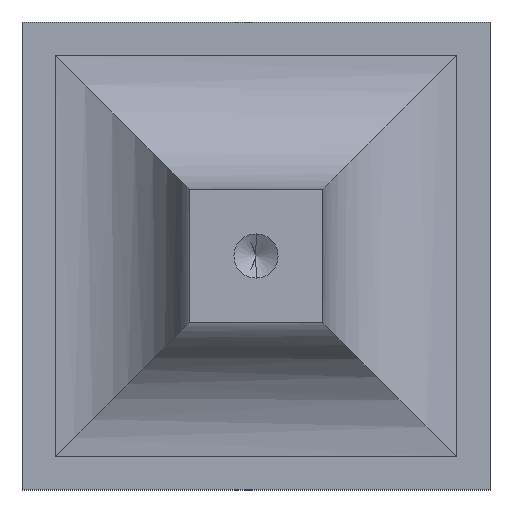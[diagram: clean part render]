
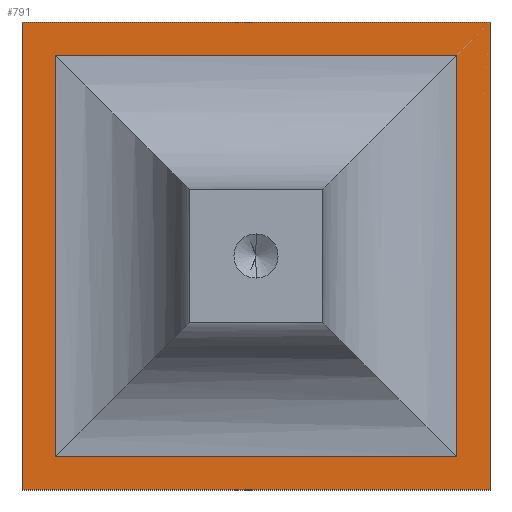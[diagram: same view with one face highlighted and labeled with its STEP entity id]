
A CAD part, front view. The second image highlights one B-rep face of the part: STEP entity #791.
In plain terms, the highlighted planar face has unit normal (0, -1, 0).
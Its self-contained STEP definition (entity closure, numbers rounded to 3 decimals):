
#24 = LINE ( 'NONE', #334, #857 ) ;
#39 = CARTESIAN_POINT ( 'NONE',  ( -17.5, 17.5, 17.5 ) ) ;
#85 = EDGE_CURVE ( 'NONE', #501, #950, #767, .T. ) ;
#107 = LINE ( 'NONE', #769, #139 ) ;
#139 = VECTOR ( 'NONE', #886, 1000. ) ;
#161 = VERTEX_POINT ( 'NONE', #549 ) ;
#166 = VECTOR ( 'NONE', #409, 1000. ) ;
#198 = DIRECTION ( 'NONE',  ( -1., 0., 0. ) ) ;
#201 = CARTESIAN_POINT ( 'NONE',  ( -17.5, 17.5, 17.5 ) ) ;
#228 = CARTESIAN_POINT ( 'NONE',  ( 15., 17.5, 15. ) ) ;
#256 = VERTEX_POINT ( 'NONE', #808 ) ;
#265 = FACE_OUTER_BOUND ( 'NONE', #816, .T. ) ;
#322 = CARTESIAN_POINT ( 'NONE',  ( 15., 17.5, -15. ) ) ;
#334 = CARTESIAN_POINT ( 'NONE',  ( -15., 17.5, -17.5 ) ) ;
#373 = VECTOR ( 'NONE', #1148, 1000. ) ;
#389 = DIRECTION ( 'NONE',  ( 0., 0., -1. ) ) ;
#392 = LINE ( 'NONE', #1076, #1022 ) ;
#409 = DIRECTION ( 'NONE',  ( 0., 0., 1. ) ) ;
#422 = VECTOR ( 'NONE', #595, 1000. ) ;
#437 = EDGE_CURVE ( 'NONE', #1217, #910, #1090, .T. ) ;
#443 = VERTEX_POINT ( 'NONE', #601 ) ;
#457 = ORIENTED_EDGE ( 'NONE', *, *, #599, .F. ) ;
#460 = DIRECTION ( 'NONE',  ( 0., 1., 0. ) ) ;
#486 = EDGE_CURVE ( 'NONE', #522, #443, #896, .T. ) ;
#495 = DIRECTION ( 'NONE',  ( -1., 0., 0. ) ) ;
#501 = VERTEX_POINT ( 'NONE', #228 ) ;
#522 = VERTEX_POINT ( 'NONE', #39 ) ;
#549 = CARTESIAN_POINT ( 'NONE',  ( 17.5, 17.5, -17.5 ) ) ;
#594 = CARTESIAN_POINT ( 'NONE',  ( 17.5, 17.5, 17.5 ) ) ;
#595 = DIRECTION ( 'NONE',  ( 0., 0., -1. ) ) ;
#596 = CARTESIAN_POINT ( 'NONE',  ( -15., 17.5, 15. ) ) ;
#599 = EDGE_CURVE ( 'NONE', #1217, #501, #927, .T. ) ;
#601 = CARTESIAN_POINT ( 'NONE',  ( -17.5, 17.5, -17.5 ) ) ;
#606 = DIRECTION ( 'NONE',  ( 0., 0., 1. ) ) ;
#639 = VECTOR ( 'NONE', #495, 1000. ) ;
#707 = CARTESIAN_POINT ( 'NONE',  ( 15., 17.5, -17.5 ) ) ;
#715 = AXIS2_PLACEMENT_3D ( 'NONE', #1146, #460, #765 ) ;
#729 = ORIENTED_EDGE ( 'NONE', *, *, #85, .F. ) ;
#733 = ORIENTED_EDGE ( 'NONE', *, *, #1203, .T. ) ;
#751 = PLANE ( 'NONE',  #715 ) ;
#755 = ORIENTED_EDGE ( 'NONE', *, *, #437, .T. ) ;
#763 = ORIENTED_EDGE ( 'NONE', *, *, #1096, .F. ) ;
#765 = DIRECTION ( 'NONE',  ( 0., 0., 1. ) ) ;
#767 = LINE ( 'NONE', #949, #373 ) ;
#769 = CARTESIAN_POINT ( 'NONE',  ( 17.5, 17.5, -17.5 ) ) ;
#791 = ADVANCED_FACE ( 'NONE', ( #1255, #265 ), #751, .F. ) ;
#808 = CARTESIAN_POINT ( 'NONE',  ( 17.5, 17.5, 17.5 ) ) ;
#816 = EDGE_LOOP ( 'NONE', ( #1232, #1205, #763, #1045 ) ) ;
#857 = VECTOR ( 'NONE', #606, 1000. ) ;
#886 = DIRECTION ( 'NONE',  ( -1., 0., 0. ) ) ;
#896 = LINE ( 'NONE', #201, #422 ) ;
#910 = VERTEX_POINT ( 'NONE', #1173 ) ;
#927 = LINE ( 'NONE', #707, #166 ) ;
#949 = CARTESIAN_POINT ( 'NONE',  ( 17.5, 17.5, 15. ) ) ;
#950 = VERTEX_POINT ( 'NONE', #596 ) ;
#997 = VECTOR ( 'NONE', #198, 1000. ) ;
#1019 = EDGE_CURVE ( 'NONE', #256, #522, #1061, .T. ) ;
#1022 = VECTOR ( 'NONE', #389, 1000. ) ;
#1045 = ORIENTED_EDGE ( 'NONE', *, *, #1019, .T. ) ;
#1061 = LINE ( 'NONE', #594, #997 ) ;
#1076 = CARTESIAN_POINT ( 'NONE',  ( 17.5, 17.5, -15. ) ) ;
#1077 = CARTESIAN_POINT ( 'NONE',  ( 17.5, 17.5, -15. ) ) ;
#1090 = LINE ( 'NONE', #1077, #639 ) ;
#1096 = EDGE_CURVE ( 'NONE', #256, #161, #392, .T. ) ;
#1124 = EDGE_CURVE ( 'NONE', #161, #443, #107, .T. ) ;
#1146 = CARTESIAN_POINT ( 'NONE',  ( 17.5, 17.5, 17.5 ) ) ;
#1148 = DIRECTION ( 'NONE',  ( -1., 0., 0. ) ) ;
#1173 = CARTESIAN_POINT ( 'NONE',  ( -15., 17.5, -15. ) ) ;
#1203 = EDGE_CURVE ( 'NONE', #910, #950, #24, .T. ) ;
#1205 = ORIENTED_EDGE ( 'NONE', *, *, #1124, .F. ) ;
#1217 = VERTEX_POINT ( 'NONE', #322 ) ;
#1232 = ORIENTED_EDGE ( 'NONE', *, *, #486, .T. ) ;
#1247 = EDGE_LOOP ( 'NONE', ( #457, #755, #733, #729 ) ) ;
#1255 = FACE_BOUND ( 'NONE', #1247, .T. ) ;
